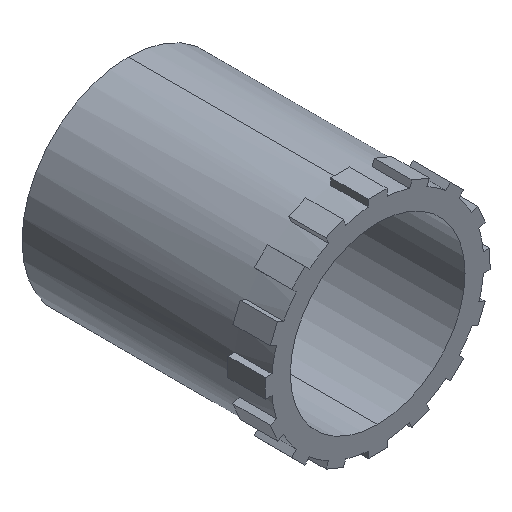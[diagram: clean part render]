
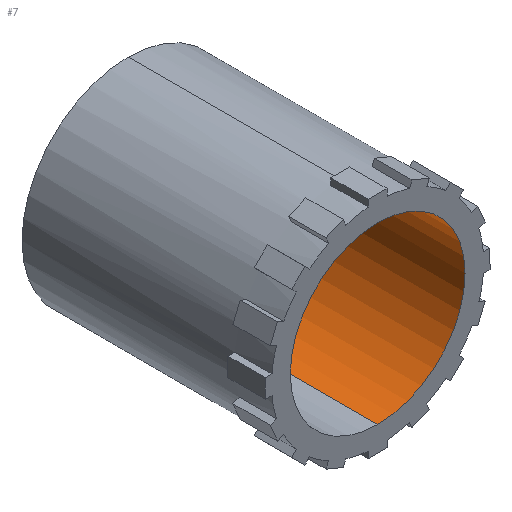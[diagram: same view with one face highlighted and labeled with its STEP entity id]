
A CAD part, isometric view. The second image highlights one B-rep face of the part: STEP entity #7.
In plain terms, the highlighted cylindrical face has radius 14 mm (diameter 28 mm), a partial arc.
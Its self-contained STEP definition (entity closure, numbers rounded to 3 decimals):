
#1 = VERTEX_POINT ( 'NONE', #1101 ) ;
#7 = ADVANCED_FACE ( 'NONE', ( #2006 ), #1425, .F. ) ;
#42 = CARTESIAN_POINT ( 'NONE',  ( 0., 40., 14. ) ) ;
#107 = CIRCLE ( 'NONE', #1607, 14. ) ;
#144 = CARTESIAN_POINT ( 'NONE',  ( 0., 0., 0. ) ) ;
#163 = DIRECTION ( 'NONE',  ( 0., -1., 0. ) ) ;
#175 = CARTESIAN_POINT ( 'NONE',  ( 0., 40., -14. ) ) ;
#176 = ORIENTED_EDGE ( 'NONE', *, *, #1858, .F. ) ;
#247 = CARTESIAN_POINT ( 'NONE',  ( 0., 0., -14. ) ) ;
#265 = VERTEX_POINT ( 'NONE', #247 ) ;
#343 = CARTESIAN_POINT ( 'NONE',  ( 0., 0., 14. ) ) ;
#366 = EDGE_CURVE ( 'NONE', #1265, #265, #865, .T. ) ;
#372 = ORIENTED_EDGE ( 'NONE', *, *, #1184, .F. ) ;
#510 = DIRECTION ( 'NONE',  ( 0., -1., 0. ) ) ;
#628 = CIRCLE ( 'NONE', #1989, 14. ) ;
#704 = AXIS2_PLACEMENT_3D ( 'NONE', #2172, #510, #1243 ) ;
#752 = DIRECTION ( 'NONE',  ( 0., 1., 0. ) ) ;
#778 = DIRECTION ( 'NONE',  ( 0., -1., 0. ) ) ;
#809 = EDGE_LOOP ( 'NONE', ( #176, #1127, #2043, #372 ) ) ;
#834 = CARTESIAN_POINT ( 'NONE',  ( 0., 40., -14. ) ) ;
#856 = VERTEX_POINT ( 'NONE', #343 ) ;
#865 = LINE ( 'NONE', #175, #1400 ) ;
#956 = CARTESIAN_POINT ( 'NONE',  ( 0., 40., 0. ) ) ;
#1030 = DIRECTION ( 'NONE',  ( 0., 1., 0. ) ) ;
#1101 = CARTESIAN_POINT ( 'NONE',  ( 0., 40., 14. ) ) ;
#1118 = DIRECTION ( 'NONE',  ( 0., 0., 1. ) ) ;
#1127 = ORIENTED_EDGE ( 'NONE', *, *, #2368, .T. ) ;
#1184 = EDGE_CURVE ( 'NONE', #856, #265, #107, .T. ) ;
#1235 = DIRECTION ( 'NONE',  ( 0., 0., 1. ) ) ;
#1243 = DIRECTION ( 'NONE',  ( 0., 0., -1. ) ) ;
#1252 = VECTOR ( 'NONE', #778, 1000. ) ;
#1265 = VERTEX_POINT ( 'NONE', #834 ) ;
#1400 = VECTOR ( 'NONE', #163, 1000. ) ;
#1425 = CYLINDRICAL_SURFACE ( 'NONE', #704, 14. ) ;
#1508 = LINE ( 'NONE', #42, #1252 ) ;
#1607 = AXIS2_PLACEMENT_3D ( 'NONE', #144, #1030, #1235 ) ;
#1858 = EDGE_CURVE ( 'NONE', #1, #856, #1508, .T. ) ;
#1989 = AXIS2_PLACEMENT_3D ( 'NONE', #956, #752, #1118 ) ;
#2006 = FACE_OUTER_BOUND ( 'NONE', #809, .T. ) ;
#2043 = ORIENTED_EDGE ( 'NONE', *, *, #366, .T. ) ;
#2172 = CARTESIAN_POINT ( 'NONE',  ( 0., 40., 0. ) ) ;
#2368 = EDGE_CURVE ( 'NONE', #1, #1265, #628, .T. ) ;
